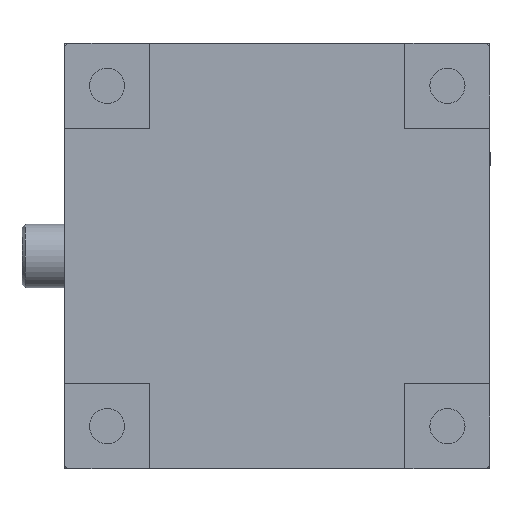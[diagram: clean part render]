
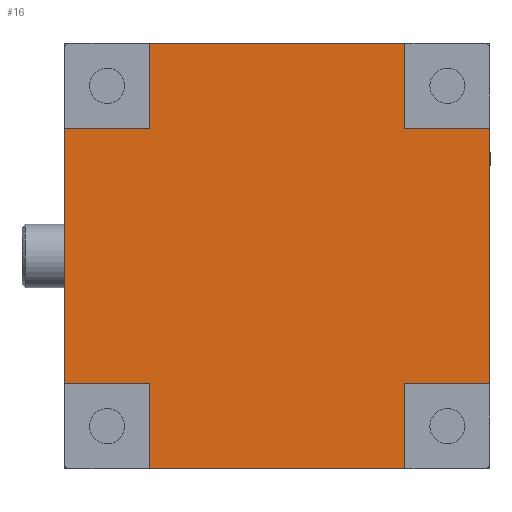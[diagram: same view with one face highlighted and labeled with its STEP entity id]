
A CAD part, front view. The second image highlights one B-rep face of the part: STEP entity #16.
In plain terms, the highlighted planar face has unit normal (0, -1, 0).
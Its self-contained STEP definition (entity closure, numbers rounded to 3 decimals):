
#5 = LINE ( 'NONE', #2330, #182 ) ;
#16 = ADVANCED_FACE ( 'NONE', ( #600 ), #1610, .F. ) ;
#27 = LINE ( 'NONE', #2401, #1588 ) ;
#28 = CARTESIAN_POINT ( 'NONE',  ( 32., 0.5, 0. ) ) ;
#50 = DIRECTION ( 'NONE',  ( -1., 0., 0. ) ) ;
#77 = VERTEX_POINT ( 'NONE', #2212 ) ;
#80 = CARTESIAN_POINT ( 'NONE',  ( 0., 0.5, 8. ) ) ;
#106 = CARTESIAN_POINT ( 'NONE',  ( 0., 0.5, 0. ) ) ;
#182 = VECTOR ( 'NONE', #544, 1000. ) ;
#184 = EDGE_LOOP ( 'NONE', ( #659, #2224, #2074, #2709, #264, #1399, #2701, #1321, #3336, #1625, #2811, #2674 ) ) ;
#231 = CARTESIAN_POINT ( 'NONE',  ( 8., 0.5, 0. ) ) ;
#241 = VERTEX_POINT ( 'NONE', #1753 ) ;
#264 = ORIENTED_EDGE ( 'NONE', *, *, #3339, .F. ) ;
#317 = EDGE_CURVE ( 'NONE', #1575, #1790, #1874, .T. ) ;
#324 = DIRECTION ( 'NONE',  ( 0., 0., -1. ) ) ;
#364 = VECTOR ( 'NONE', #2284, 1000. ) ;
#544 = DIRECTION ( 'NONE',  ( 0., 0., 1. ) ) ;
#555 = VECTOR ( 'NONE', #3318, 1000. ) ;
#600 = FACE_OUTER_BOUND ( 'NONE', #184, .T. ) ;
#621 = DIRECTION ( 'NONE',  ( -1., 0., 0. ) ) ;
#659 = ORIENTED_EDGE ( 'NONE', *, *, #2742, .F. ) ;
#709 = CARTESIAN_POINT ( 'NONE',  ( 0., 0.5, 40. ) ) ;
#766 = DIRECTION ( 'NONE',  ( -1., 0., 0. ) ) ;
#773 = EDGE_CURVE ( 'NONE', #991, #3270, #27, .T. ) ;
#813 = VECTOR ( 'NONE', #324, 1000. ) ;
#825 = AXIS2_PLACEMENT_3D ( 'NONE', #2673, #2643, #50 ) ;
#843 = VERTEX_POINT ( 'NONE', #1662 ) ;
#969 = VECTOR ( 'NONE', #1103, 1000. ) ;
#977 = EDGE_CURVE ( 'NONE', #1450, #843, #2816, .T. ) ;
#991 = VERTEX_POINT ( 'NONE', #1493 ) ;
#1007 = EDGE_CURVE ( 'NONE', #1790, #3152, #3019, .T. ) ;
#1019 = CARTESIAN_POINT ( 'NONE',  ( 32., 0.5, 40. ) ) ;
#1072 = DIRECTION ( 'NONE',  ( 0., 0., -1. ) ) ;
#1103 = DIRECTION ( 'NONE',  ( 0., 0., 1. ) ) ;
#1186 = CARTESIAN_POINT ( 'NONE',  ( 8., 0.5, 40. ) ) ;
#1240 = CARTESIAN_POINT ( 'NONE',  ( 0., 0.5, 32. ) ) ;
#1247 = VECTOR ( 'NONE', #766, 1000. ) ;
#1321 = ORIENTED_EDGE ( 'NONE', *, *, #2948, .F. ) ;
#1355 = LINE ( 'NONE', #80, #2698 ) ;
#1399 = ORIENTED_EDGE ( 'NONE', *, *, #1007, .F. ) ;
#1450 = VERTEX_POINT ( 'NONE', #3263 ) ;
#1493 = CARTESIAN_POINT ( 'NONE',  ( 32., 0.5, 8. ) ) ;
#1561 = LINE ( 'NONE', #2086, #364 ) ;
#1575 = VERTEX_POINT ( 'NONE', #1240 ) ;
#1588 = VECTOR ( 'NONE', #1072, 1000. ) ;
#1596 = DIRECTION ( 'NONE',  ( -1., 0., 0. ) ) ;
#1605 = VECTOR ( 'NONE', #2798, 1000. ) ;
#1610 = PLANE ( 'NONE',  #825 ) ;
#1625 = ORIENTED_EDGE ( 'NONE', *, *, #2039, .F. ) ;
#1662 = CARTESIAN_POINT ( 'NONE',  ( 40., 0.5, 32. ) ) ;
#1688 = VERTEX_POINT ( 'NONE', #1019 ) ;
#1753 = CARTESIAN_POINT ( 'NONE',  ( 8., 0.5, 0. ) ) ;
#1790 = VERTEX_POINT ( 'NONE', #2413 ) ;
#1834 = EDGE_CURVE ( 'NONE', #3270, #241, #2938, .T. ) ;
#1874 = LINE ( 'NONE', #2913, #2266 ) ;
#2037 = CARTESIAN_POINT ( 'NONE',  ( 0., 0.5, 32. ) ) ;
#2039 = EDGE_CURVE ( 'NONE', #241, #77, #5, .T. ) ;
#2065 = CARTESIAN_POINT ( 'NONE',  ( 0., 0.5, 8. ) ) ;
#2074 = ORIENTED_EDGE ( 'NONE', *, *, #977, .F. ) ;
#2077 = CARTESIAN_POINT ( 'NONE',  ( 32., 0.5, 0. ) ) ;
#2086 = CARTESIAN_POINT ( 'NONE',  ( 40., 0.5, 0. ) ) ;
#2096 = VECTOR ( 'NONE', #621, 1000. ) ;
#2173 = CARTESIAN_POINT ( 'NONE',  ( 40., 0.5, 8. ) ) ;
#2212 = CARTESIAN_POINT ( 'NONE',  ( 8., 0.5, 8. ) ) ;
#2224 = ORIENTED_EDGE ( 'NONE', *, *, #2611, .F. ) ;
#2236 = DIRECTION ( 'NONE',  ( 1., 0., 0. ) ) ;
#2266 = VECTOR ( 'NONE', #2640, 1000. ) ;
#2284 = DIRECTION ( 'NONE',  ( 0., 0., -1. ) ) ;
#2298 = LINE ( 'NONE', #2065, #1247 ) ;
#2307 = VECTOR ( 'NONE', #2236, 1000. ) ;
#2330 = CARTESIAN_POINT ( 'NONE',  ( 8., 0.5, 0. ) ) ;
#2401 = CARTESIAN_POINT ( 'NONE',  ( 32., 0.5, 0. ) ) ;
#2413 = CARTESIAN_POINT ( 'NONE',  ( 8., 0.5, 32. ) ) ;
#2611 = EDGE_CURVE ( 'NONE', #843, #3108, #1561, .T. ) ;
#2638 = CARTESIAN_POINT ( 'NONE',  ( 0., 0.5, 8. ) ) ;
#2640 = DIRECTION ( 'NONE',  ( 1., 0., 0. ) ) ;
#2643 = DIRECTION ( 'NONE',  ( 0., 1., 0. ) ) ;
#2673 = CARTESIAN_POINT ( 'NONE',  ( 0., 0.5, 0. ) ) ;
#2674 = ORIENTED_EDGE ( 'NONE', *, *, #773, .F. ) ;
#2698 = VECTOR ( 'NONE', #1596, 1000. ) ;
#2701 = ORIENTED_EDGE ( 'NONE', *, *, #317, .F. ) ;
#2709 = ORIENTED_EDGE ( 'NONE', *, *, #2992, .F. ) ;
#2742 = EDGE_CURVE ( 'NONE', #3108, #991, #1355, .T. ) ;
#2798 = DIRECTION ( 'NONE',  ( 0., 0., 1. ) ) ;
#2811 = ORIENTED_EDGE ( 'NONE', *, *, #1834, .F. ) ;
#2816 = LINE ( 'NONE', #2037, #2307 ) ;
#2877 = LINE ( 'NONE', #28, #813 ) ;
#2893 = EDGE_CURVE ( 'NONE', #77, #2956, #2298, .T. ) ;
#2913 = CARTESIAN_POINT ( 'NONE',  ( 0., 0.5, 32. ) ) ;
#2938 = LINE ( 'NONE', #106, #2096 ) ;
#2948 = EDGE_CURVE ( 'NONE', #2956, #1575, #3341, .T. ) ;
#2956 = VERTEX_POINT ( 'NONE', #2638 ) ;
#2992 = EDGE_CURVE ( 'NONE', #1688, #1450, #2877, .T. ) ;
#3019 = LINE ( 'NONE', #231, #1605 ) ;
#3040 = LINE ( 'NONE', #709, #555 ) ;
#3080 = CARTESIAN_POINT ( 'NONE',  ( 0., 0.5, 0. ) ) ;
#3108 = VERTEX_POINT ( 'NONE', #2173 ) ;
#3152 = VERTEX_POINT ( 'NONE', #1186 ) ;
#3263 = CARTESIAN_POINT ( 'NONE',  ( 32., 0.5, 32. ) ) ;
#3270 = VERTEX_POINT ( 'NONE', #2077 ) ;
#3318 = DIRECTION ( 'NONE',  ( 1., 0., 0. ) ) ;
#3336 = ORIENTED_EDGE ( 'NONE', *, *, #2893, .F. ) ;
#3339 = EDGE_CURVE ( 'NONE', #3152, #1688, #3040, .T. ) ;
#3341 = LINE ( 'NONE', #3080, #969 ) ;
